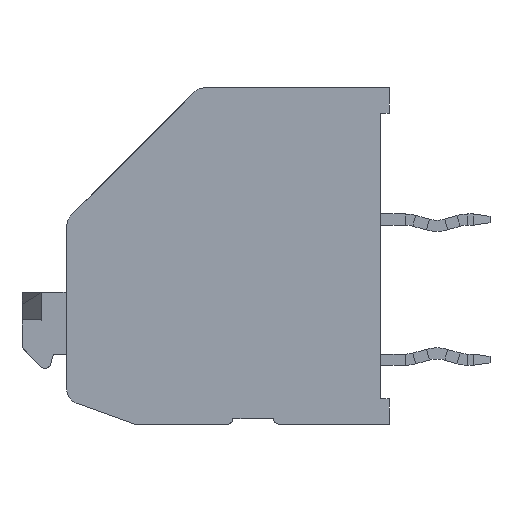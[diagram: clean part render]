
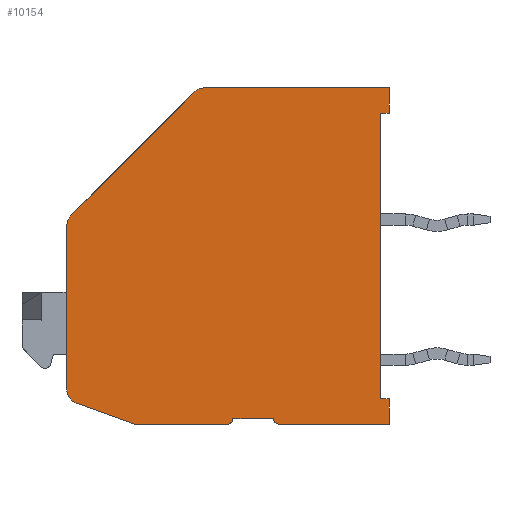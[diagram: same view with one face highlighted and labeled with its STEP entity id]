
A CAD part, left-side view. The second image highlights one B-rep face of the part: STEP entity #10154.
In plain terms, the highlighted planar face has unit normal (-1, 0, 0).
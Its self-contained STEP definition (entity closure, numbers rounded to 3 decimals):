
#305 = VECTOR ( 'NONE', #18610, 1000. ) ;
#1035 = DIRECTION ( 'NONE',  ( -1., 0., 0. ) ) ;
#1263 = VERTEX_POINT ( 'NONE', #20866 ) ;
#1362 = CARTESIAN_POINT ( 'NONE',  ( -3.25, -6.25, -5.1 ) ) ;
#1383 = CARTESIAN_POINT ( 'NONE',  ( -3.25, -2.625, -6. ) ) ;
#1406 = EDGE_CURVE ( 'NONE', #5050, #11748, #7045, .T. ) ;
#1480 = DIRECTION ( 'NONE',  ( -1., 0., 0. ) ) ;
#1637 = DIRECTION ( 'NONE',  ( 0., 0., 1. ) ) ;
#1802 = CIRCLE ( 'NONE', #17650, 0.5 ) ;
#1900 = LINE ( 'NONE', #3494, #15281 ) ;
#2256 = ORIENTED_EDGE ( 'NONE', *, *, #21386, .T. ) ;
#2262 = DIRECTION ( 'NONE',  ( 0., 1., 0. ) ) ;
#2322 = CARTESIAN_POINT ( 'NONE',  ( -3.25, -0.975, -5.8 ) ) ;
#2334 = VECTOR ( 'NONE', #1637, 1000. ) ;
#2359 = AXIS2_PLACEMENT_3D ( 'NONE', #11247, #14978, #12879 ) ;
#2458 = EDGE_CURVE ( 'NONE', #20036, #22536, #4392, .T. ) ;
#2487 = ORIENTED_EDGE ( 'NONE', *, *, #18935, .T. ) ;
#2504 = CARTESIAN_POINT ( 'NONE',  ( -3.25, 0.396, 5.854 ) ) ;
#2516 = ORIENTED_EDGE ( 'NONE', *, *, #15113, .T. ) ;
#2592 = ORIENTED_EDGE ( 'NONE', *, *, #1406, .T. ) ;
#2807 = VERTEX_POINT ( 'NONE', #19784 ) ;
#3038 = DIRECTION ( 'NONE',  ( 0., 1., 0. ) ) ;
#3381 = EDGE_CURVE ( 'NONE', #15855, #1263, #6088, .T. ) ;
#3494 = CARTESIAN_POINT ( 'NONE',  ( -3.25, 0.396, 5.854 ) ) ;
#4392 = LINE ( 'NONE', #16816, #305 ) ;
#4411 = VECTOR ( 'NONE', #3038, 1000. ) ;
#4443 = VERTEX_POINT ( 'NONE', #5840 ) ;
#4460 = CARTESIAN_POINT ( 'NONE',  ( -3.25, -6.25, 5.1 ) ) ;
#4473 = CARTESIAN_POINT ( 'NONE',  ( -3.25, -2.425, -5.8 ) ) ;
#4759 = VERTEX_POINT ( 'NONE', #21079 ) ;
#4917 = CARTESIAN_POINT ( 'NONE',  ( -3.25, -0.775, -5.8 ) ) ;
#5050 = VERTEX_POINT ( 'NONE', #14307 ) ;
#5092 = ORIENTED_EDGE ( 'NONE', *, *, #12737, .T. ) ;
#5271 = CARTESIAN_POINT ( 'NONE',  ( -3.25, 4.804, 1.446 ) ) ;
#5827 = CARTESIAN_POINT ( 'NONE',  ( -3.25, 4.95, -4.776 ) ) ;
#5840 = CARTESIAN_POINT ( 'NONE',  ( -3.25, -0.775, -6. ) ) ;
#5897 = PLANE ( 'NONE',  #6143 ) ;
#6070 = ORIENTED_EDGE ( 'NONE', *, *, #2458, .T. ) ;
#6088 = CIRCLE ( 'NONE', #10213, 0.5 ) ;
#6143 = AXIS2_PLACEMENT_3D ( 'NONE', #18866, #7758, #15371 ) ;
#6468 = CIRCLE ( 'NONE', #7487, 0.2 ) ;
#6623 = EDGE_CURVE ( 'NONE', #8632, #18650, #21787, .T. ) ;
#6922 = CARTESIAN_POINT ( 'NONE',  ( -3.25, -6.55, -6. ) ) ;
#7045 = LINE ( 'NONE', #2322, #20957 ) ;
#7171 = EDGE_CURVE ( 'NONE', #4443, #5050, #6468, .T. ) ;
#7206 = ORIENTED_EDGE ( 'NONE', *, *, #7171, .T. ) ;
#7420 = EDGE_CURVE ( 'NONE', #22536, #19303, #9655, .T. ) ;
#7487 = AXIS2_PLACEMENT_3D ( 'NONE', #4917, #1480, #19891 ) ;
#7647 = CARTESIAN_POINT ( 'NONE',  ( -3.25, 4.95, 1.093 ) ) ;
#7733 = VERTEX_POINT ( 'NONE', #5271 ) ;
#7758 = DIRECTION ( 'NONE',  ( -1., 0., 0. ) ) ;
#7806 = CARTESIAN_POINT ( 'NONE',  ( -3.25, 0.043, 6. ) ) ;
#7825 = VECTOR ( 'NONE', #14877, 1000. ) ;
#8121 = EDGE_CURVE ( 'NONE', #4759, #12839, #22013, .T. ) ;
#8326 = FACE_OUTER_BOUND ( 'NONE', #9172, .T. ) ;
#8374 = VERTEX_POINT ( 'NONE', #13077 ) ;
#8632 = VERTEX_POINT ( 'NONE', #17526 ) ;
#8853 = VERTEX_POINT ( 'NONE', #18809 ) ;
#8915 = DIRECTION ( 'NONE',  ( 0., 0., 1. ) ) ;
#8920 = ORIENTED_EDGE ( 'NONE', *, *, #20641, .T. ) ;
#8948 = ORIENTED_EDGE ( 'NONE', *, *, #16629, .T. ) ;
#9172 = EDGE_LOOP ( 'NONE', ( #2256, #14300, #2487, #21381, #19236, #18832, #8920, #7206, #2592, #5092, #12291, #2516, #18834, #6070, #17770, #8948, #11855 ) ) ;
#9655 = LINE ( 'NONE', #4460, #14286 ) ;
#10154 = ADVANCED_FACE ( 'NONE', ( #8326 ), #5897, .T. ) ;
#10213 = AXIS2_PLACEMENT_3D ( 'NONE', #14822, #16512, #20370 ) ;
#10223 = CARTESIAN_POINT ( 'NONE',  ( -3.25, -6.25, 5.1 ) ) ;
#10225 = CARTESIAN_POINT ( 'NONE',  ( -3.25, -6.55, 5.1 ) ) ;
#10596 = EDGE_CURVE ( 'NONE', #8374, #15855, #18552, .T. ) ;
#10718 = DIRECTION ( 'NONE',  ( 0., -0.94, -0.342 ) ) ;
#10758 = VECTOR ( 'NONE', #14393, 1000. ) ;
#11173 = AXIS2_PLACEMENT_3D ( 'NONE', #11821, #19123, #17335 ) ;
#11247 = CARTESIAN_POINT ( 'NONE',  ( -3.25, -2.625, -5.8 ) ) ;
#11678 = CARTESIAN_POINT ( 'NONE',  ( -3.25, -6.55, 5.1 ) ) ;
#11748 = VERTEX_POINT ( 'NONE', #4473 ) ;
#11821 = CARTESIAN_POINT ( 'NONE',  ( -3.25, 0.043, 5.5 ) ) ;
#11855 = ORIENTED_EDGE ( 'NONE', *, *, #6623, .T. ) ;
#12252 = LINE ( 'NONE', #12868, #2334 ) ;
#12291 = ORIENTED_EDGE ( 'NONE', *, *, #8121, .T. ) ;
#12737 = EDGE_CURVE ( 'NONE', #11748, #4759, #13818, .T. ) ;
#12839 = VERTEX_POINT ( 'NONE', #6922 ) ;
#12868 = CARTESIAN_POINT ( 'NONE',  ( -3.25, -6.55, -6. ) ) ;
#12879 = DIRECTION ( 'NONE',  ( 0., 0., 1. ) ) ;
#13077 = CARTESIAN_POINT ( 'NONE',  ( -3.25, 4.95, 1.093 ) ) ;
#13728 = DIRECTION ( 'NONE',  ( 0., -1., 0. ) ) ;
#13818 = CIRCLE ( 'NONE', #2359, 0.2 ) ;
#14286 = VECTOR ( 'NONE', #13728, 1000. ) ;
#14300 = ORIENTED_EDGE ( 'NONE', *, *, #17545, .T. ) ;
#14307 = CARTESIAN_POINT ( 'NONE',  ( -3.25, -0.975, -5.8 ) ) ;
#14393 = DIRECTION ( 'NONE',  ( 0., -1., 0. ) ) ;
#14805 = DIRECTION ( 'NONE',  ( 0., 0.707, -0.707 ) ) ;
#14822 = CARTESIAN_POINT ( 'NONE',  ( -3.25, 4.45, -4.776 ) ) ;
#14877 = DIRECTION ( 'NONE',  ( 0., 0., -1. ) ) ;
#14978 = DIRECTION ( 'NONE',  ( -1., 0., 0. ) ) ;
#15053 = CARTESIAN_POINT ( 'NONE',  ( -3.25, 2.55, -6. ) ) ;
#15113 = EDGE_CURVE ( 'NONE', #12839, #2807, #12252, .T. ) ;
#15281 = VECTOR ( 'NONE', #14805, 1000. ) ;
#15371 = DIRECTION ( 'NONE',  ( 0., 0., 1. ) ) ;
#15812 = CARTESIAN_POINT ( 'NONE',  ( -3.25, -6.55, 6. ) ) ;
#15855 = VERTEX_POINT ( 'NONE', #5827 ) ;
#16504 = VECTOR ( 'NONE', #2262, 1000. ) ;
#16512 = DIRECTION ( 'NONE',  ( -1., 0., 0. ) ) ;
#16629 = EDGE_CURVE ( 'NONE', #19303, #8632, #18243, .T. ) ;
#16816 = CARTESIAN_POINT ( 'NONE',  ( -3.25, -6.25, -5.1 ) ) ;
#17000 = DIRECTION ( 'NONE',  ( 0., -1., 0. ) ) ;
#17058 = CARTESIAN_POINT ( 'NONE',  ( -3.25, -6.55, -5.1 ) ) ;
#17335 = DIRECTION ( 'NONE',  ( 0., 0., 1. ) ) ;
#17430 = VECTOR ( 'NONE', #17000, 1000. ) ;
#17526 = CARTESIAN_POINT ( 'NONE',  ( -3.25, -6.55, 6. ) ) ;
#17545 = EDGE_CURVE ( 'NONE', #18719, #7733, #1900, .T. ) ;
#17650 = AXIS2_PLACEMENT_3D ( 'NONE', #23242, #1035, #23395 ) ;
#17678 = LINE ( 'NONE', #17058, #16504 ) ;
#17770 = ORIENTED_EDGE ( 'NONE', *, *, #7420, .T. ) ;
#18243 = LINE ( 'NONE', #10225, #20233 ) ;
#18254 = CARTESIAN_POINT ( 'NONE',  ( -3.25, 4.621, -5.246 ) ) ;
#18552 = LINE ( 'NONE', #7647, #7825 ) ;
#18610 = DIRECTION ( 'NONE',  ( 0., 0., 1. ) ) ;
#18650 = VERTEX_POINT ( 'NONE', #7806 ) ;
#18719 = VERTEX_POINT ( 'NONE', #2504 ) ;
#18809 = CARTESIAN_POINT ( 'NONE',  ( -3.25, 2.55, -6. ) ) ;
#18832 = ORIENTED_EDGE ( 'NONE', *, *, #19983, .T. ) ;
#18834 = ORIENTED_EDGE ( 'NONE', *, *, #22995, .T. ) ;
#18866 = CARTESIAN_POINT ( 'NONE',  ( -3.25, 0.043, 5.5 ) ) ;
#18935 = EDGE_CURVE ( 'NONE', #7733, #8374, #1802, .T. ) ;
#19123 = DIRECTION ( 'NONE',  ( -1., 0., 0. ) ) ;
#19236 = ORIENTED_EDGE ( 'NONE', *, *, #3381, .T. ) ;
#19303 = VERTEX_POINT ( 'NONE', #11678 ) ;
#19784 = CARTESIAN_POINT ( 'NONE',  ( -3.25, -6.55, -5.1 ) ) ;
#19891 = DIRECTION ( 'NONE',  ( 0., 0., 1. ) ) ;
#19983 = EDGE_CURVE ( 'NONE', #1263, #8853, #22605, .T. ) ;
#20036 = VERTEX_POINT ( 'NONE', #1362 ) ;
#20233 = VECTOR ( 'NONE', #8915, 1000. ) ;
#20370 = DIRECTION ( 'NONE',  ( 0., 0., 1. ) ) ;
#20641 = EDGE_CURVE ( 'NONE', #8853, #4443, #22911, .T. ) ;
#20866 = CARTESIAN_POINT ( 'NONE',  ( -3.25, 4.621, -5.246 ) ) ;
#20957 = VECTOR ( 'NONE', #22729, 1000. ) ;
#21079 = CARTESIAN_POINT ( 'NONE',  ( -3.25, -2.625, -6. ) ) ;
#21381 = ORIENTED_EDGE ( 'NONE', *, *, #10596, .T. ) ;
#21386 = EDGE_CURVE ( 'NONE', #18650, #18719, #22312, .T. ) ;
#21763 = VECTOR ( 'NONE', #10718, 1000. ) ;
#21787 = LINE ( 'NONE', #15812, #4411 ) ;
#22013 = LINE ( 'NONE', #1383, #10758 ) ;
#22312 = CIRCLE ( 'NONE', #11173, 0.5 ) ;
#22536 = VERTEX_POINT ( 'NONE', #10223 ) ;
#22605 = LINE ( 'NONE', #18254, #21763 ) ;
#22729 = DIRECTION ( 'NONE',  ( 0., -1., 0. ) ) ;
#22911 = LINE ( 'NONE', #15053, #17430 ) ;
#22995 = EDGE_CURVE ( 'NONE', #2807, #20036, #17678, .T. ) ;
#23242 = CARTESIAN_POINT ( 'NONE',  ( -3.25, 4.45, 1.093 ) ) ;
#23395 = DIRECTION ( 'NONE',  ( 0., 0., 1. ) ) ;
